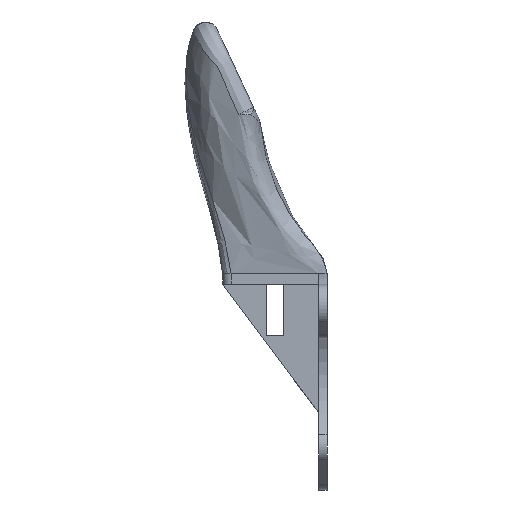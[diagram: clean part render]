
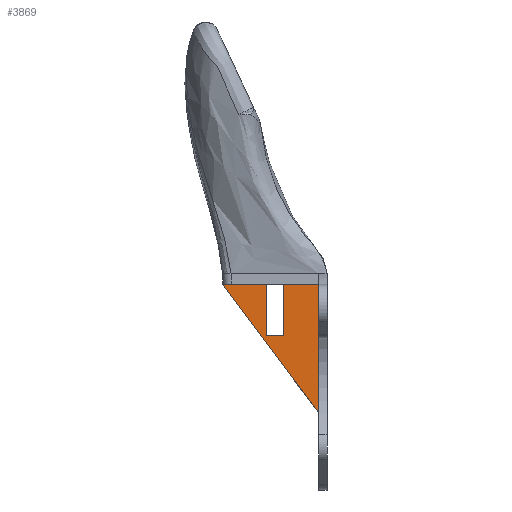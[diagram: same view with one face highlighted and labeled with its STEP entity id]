
A CAD part, left-side view. The second image highlights one B-rep face of the part: STEP entity #3869.
In plain terms, the highlighted planar face has unit normal (-1, 0, 0).
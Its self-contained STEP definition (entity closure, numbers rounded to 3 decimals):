
#245 = LINE ( 'NONE', #9950, #5780 ) ;
#347 = ORIENTED_EDGE ( 'NONE', *, *, #23151, .T. ) ;
#550 = ORIENTED_EDGE ( 'NONE', *, *, #24743, .F. ) ;
#719 = DIRECTION ( 'NONE',  ( 0., 0., -1. ) ) ;
#2273 = VERTEX_POINT ( 'NONE', #14881 ) ;
#3330 = DIRECTION ( 'NONE',  ( 0., 0., 1. ) ) ;
#3496 = ORIENTED_EDGE ( 'NONE', *, *, #11808, .F. ) ;
#3730 = LINE ( 'NONE', #10690, #6298 ) ;
#3794 = VECTOR ( 'NONE', #16915, 1000. ) ;
#3869 = ADVANCED_FACE ( 'NONE', ( #20311, #25089 ), #15823, .F. ) ;
#5780 = VECTOR ( 'NONE', #24618, 1000. ) ;
#6298 = VECTOR ( 'NONE', #30623, 1000. ) ;
#7180 = EDGE_CURVE ( 'NONE', #11391, #26410, #25734, .T. ) ;
#8108 = CARTESIAN_POINT ( 'NONE',  ( 26.4, 14.382, -13.239 ) ) ;
#8282 = AXIS2_PLACEMENT_3D ( 'NONE', #8530, #25401, #719 ) ;
#8530 = CARTESIAN_POINT ( 'NONE',  ( 26.4, 0., -2.5 ) ) ;
#8711 = EDGE_LOOP ( 'NONE', ( #30644, #550, #18754, #23980, #347 ) ) ;
#8920 = EDGE_CURVE ( 'NONE', #18486, #29322, #245, .T. ) ;
#9714 = EDGE_CURVE ( 'NONE', #30402, #16825, #3730, .T. ) ;
#9950 = CARTESIAN_POINT ( 'NONE',  ( 26.4, 12.2, -14.5 ) ) ;
#10256 = CARTESIAN_POINT ( 'NONE',  ( 26.4, 20.4, 0. ) ) ;
#10428 = VECTOR ( 'NONE', #21556, 1000. ) ;
#10690 = CARTESIAN_POINT ( 'NONE',  ( 26.4, 12.2, -0.5 ) ) ;
#11391 = VERTEX_POINT ( 'NONE', #12336 ) ;
#11808 = EDGE_CURVE ( 'NONE', #16825, #18486, #27635, .T. ) ;
#11950 = LINE ( 'NONE', #12427, #23651 ) ;
#12336 = CARTESIAN_POINT ( 'NONE',  ( 26.4, 0., 0. ) ) ;
#12427 = CARTESIAN_POINT ( 'NONE',  ( 26.4, 0., -2.5 ) ) ;
#13313 = LINE ( 'NONE', #23046, #14995 ) ;
#13481 = VECTOR ( 'NONE', #17201, 1000. ) ;
#14506 = LINE ( 'NONE', #22155, #13481 ) ;
#14553 = VECTOR ( 'NONE', #29447, 1000. ) ;
#14806 = EDGE_LOOP ( 'NONE', ( #15514, #23239, #3496, #15849 ) ) ;
#14881 = CARTESIAN_POINT ( 'NONE',  ( 26.4, 22.4, -2.5 ) ) ;
#14995 = VECTOR ( 'NONE', #3330, 1000. ) ;
#15514 = ORIENTED_EDGE ( 'NONE', *, *, #19055, .F. ) ;
#15823 = PLANE ( 'NONE',  #8282 ) ;
#15838 = CARTESIAN_POINT ( 'NONE',  ( 26.4, 0., 0. ) ) ;
#15849 = ORIENTED_EDGE ( 'NONE', *, *, #9714, .F. ) ;
#16161 = DIRECTION ( 'NONE',  ( 0., 1., 0. ) ) ;
#16292 = CARTESIAN_POINT ( 'NONE',  ( 26.4, 12.2, -14.5 ) ) ;
#16825 = VERTEX_POINT ( 'NONE', #27705 ) ;
#16915 = DIRECTION ( 'NONE',  ( 0., 0., -1. ) ) ;
#17201 = DIRECTION ( 'NONE',  ( 0., 0., 1. ) ) ;
#17271 = CARTESIAN_POINT ( 'NONE',  ( 26.4, 8.2, -14.5 ) ) ;
#17442 = VECTOR ( 'NONE', #16161, 1000. ) ;
#18486 = VERTEX_POINT ( 'NONE', #20151 ) ;
#18754 = ORIENTED_EDGE ( 'NONE', *, *, #19975, .F. ) ;
#19055 = EDGE_CURVE ( 'NONE', #29322, #30402, #13313, .T. ) ;
#19975 = EDGE_CURVE ( 'NONE', #2273, #22612, #11950, .T. ) ;
#20151 = CARTESIAN_POINT ( 'NONE',  ( 26.4, 12.2, -14.5 ) ) ;
#20311 = FACE_BOUND ( 'NONE', #14806, .T. ) ;
#21252 = CARTESIAN_POINT ( 'NONE',  ( 26.4, 20.4, -2.5 ) ) ;
#21399 = CARTESIAN_POINT ( 'NONE',  ( 26.4, 20.4, -2.5 ) ) ;
#21556 = DIRECTION ( 'NONE',  ( 0., 0., 1. ) ) ;
#22155 = CARTESIAN_POINT ( 'NONE',  ( 26.4, 0., -2.5 ) ) ;
#22583 = LINE ( 'NONE', #8108, #14553 ) ;
#22612 = VERTEX_POINT ( 'NONE', #21399 ) ;
#23046 = CARTESIAN_POINT ( 'NONE',  ( 26.4, 8.2, -14.5 ) ) ;
#23151 = EDGE_CURVE ( 'NONE', #29542, #11391, #14506, .T. ) ;
#23239 = ORIENTED_EDGE ( 'NONE', *, *, #8920, .F. ) ;
#23651 = VECTOR ( 'NONE', #31401, 1000. ) ;
#23980 = ORIENTED_EDGE ( 'NONE', *, *, #30632, .T. ) ;
#24511 = CARTESIAN_POINT ( 'NONE',  ( 26.4, 8.2, -0.5 ) ) ;
#24618 = DIRECTION ( 'NONE',  ( 0., -1., 0. ) ) ;
#24743 = EDGE_CURVE ( 'NONE', #22612, #26410, #26645, .T. ) ;
#25089 = FACE_OUTER_BOUND ( 'NONE', #8711, .T. ) ;
#25401 = DIRECTION ( 'NONE',  ( 1., 0., 0. ) ) ;
#25734 = LINE ( 'NONE', #15838, #17442 ) ;
#26031 = CARTESIAN_POINT ( 'NONE',  ( 26.4, 0., -32.5 ) ) ;
#26410 = VERTEX_POINT ( 'NONE', #10256 ) ;
#26645 = LINE ( 'NONE', #21252, #10428 ) ;
#27635 = LINE ( 'NONE', #16292, #3794 ) ;
#27705 = CARTESIAN_POINT ( 'NONE',  ( 26.4, 12.2, -0.5 ) ) ;
#29322 = VERTEX_POINT ( 'NONE', #17271 ) ;
#29447 = DIRECTION ( 'NONE',  ( 0., -0.598, -0.801 ) ) ;
#29542 = VERTEX_POINT ( 'NONE', #26031 ) ;
#30402 = VERTEX_POINT ( 'NONE', #24511 ) ;
#30623 = DIRECTION ( 'NONE',  ( 0., 1., 0. ) ) ;
#30632 = EDGE_CURVE ( 'NONE', #2273, #29542, #22583, .T. ) ;
#30644 = ORIENTED_EDGE ( 'NONE', *, *, #7180, .T. ) ;
#31401 = DIRECTION ( 'NONE',  ( 0., -1., 0. ) ) ;
